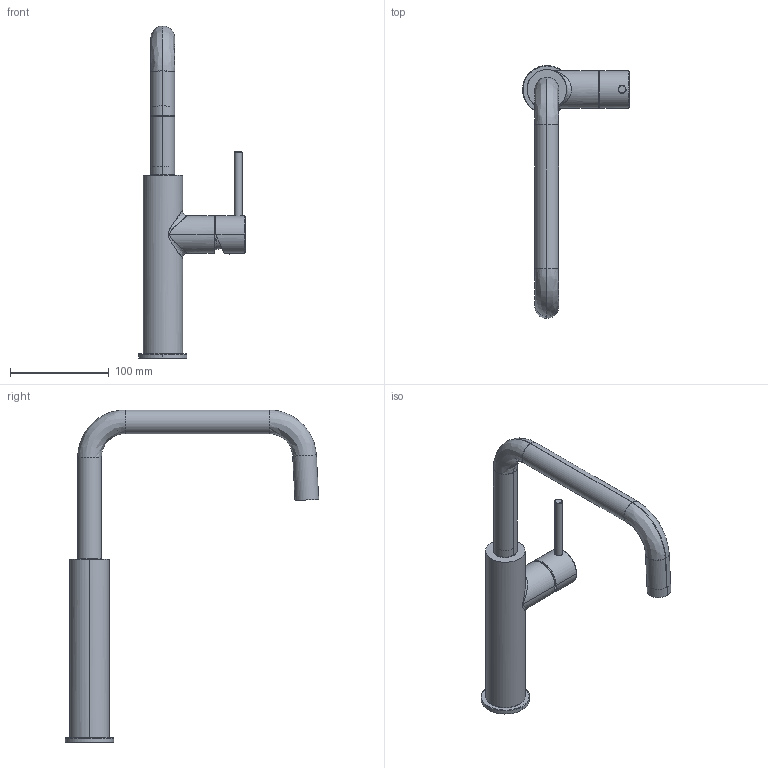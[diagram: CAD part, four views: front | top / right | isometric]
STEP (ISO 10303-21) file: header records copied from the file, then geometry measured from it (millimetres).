
FILE_DESCRIPTION(/* description */ (''),/* implementation_level */ '2;1');
FILE_NAME(/* name */ 'STEP - 164772201_2266764',/* time_stamp */ '2024-04-30T13:49:48+10:00',/* author */ (''),/* organization */ (''),/* preprocessor_version */ 'ST-DEVELOPER v16.5',/* originating_system */ 'Rhino 7.23',/* authorisation */ '');
FILE_SCHEMA (('AUTOMOTIVE_DESIGN'));
Length unit declared in the file: millimetre
Products named in the file (1): Document
Bounding box: 108.02 x 256.48 x 336 mm (x, y, z)
Volume: 157799.7 mm3; surface area: 206458 mm2
Topology: 30 solids, 56 shells, 2529 faces, 6098 edges, 3907 vertices
Faces by surface type: plane 1397, cylinder 727, bspline 405
Entity records: 88547 total; most frequent: CARTESIAN_POINT 47272, ORIENTED_EDGE 12038, EDGE_CURVE 6075, B_SPLINE_CURVE_WITH_KNOTS 4372, VERTEX_POINT 3907, EDGE_LOOP 2891, ADVANCED_FACE 2529, FACE_OUTER_BOUND 2529
